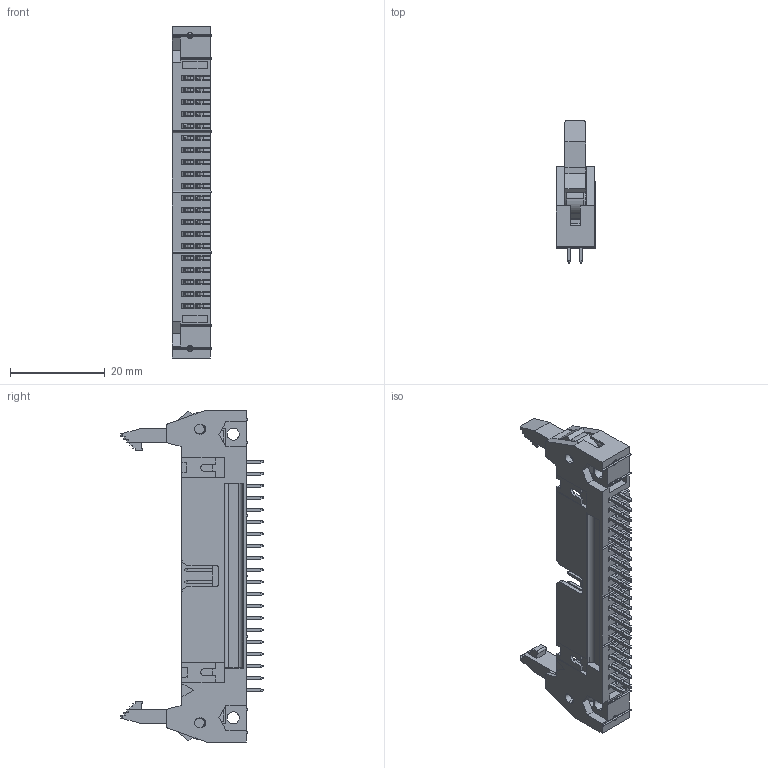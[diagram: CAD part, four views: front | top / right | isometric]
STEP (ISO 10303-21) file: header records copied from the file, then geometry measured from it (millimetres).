
FILE_DESCRIPTION(('STEP AP214'),'1');
FILE_NAME('71918140lf.stp','2021-05-12T10:44:54',('TraceParts'),('TraceParts S.A.'),'Spatial InterOp 3D',' ',' ');
FILE_SCHEMA(('AUTOMOTIVE_DESIGN { 1 0 10303 214 1 1 1 1 }'));
Length unit declared in the file: millimetre
Products named in the file (1): 71918140lf_1
Bounding box: 8.4 x 29.99 x 70.1 mm (x, y, z)
Volume: 5035.8 mm3; surface area: 8503.9 mm2
Topology: 43 solids, 43 shells, 1858 faces, 4920 edges, 3138 vertices
Faces by surface type: plane 1600, cylinder 228, torus 12, cone 8, sphere 8, bspline 2
Entity records: 58353 total; most frequent: CARTESIAN_POINT 12325, ORIENTED_EDGE 9824, DIRECTION 8820, EDGE_CURVE 4912, LINE 4382, VECTOR 4382, VERTEX_POINT 3138, AXIS2_PLACEMENT_3D 2219
